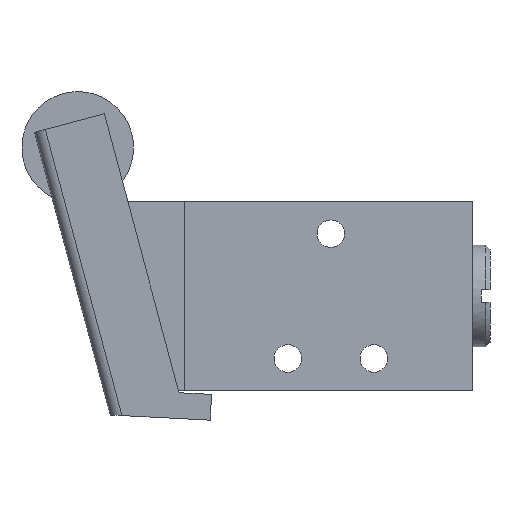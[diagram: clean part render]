
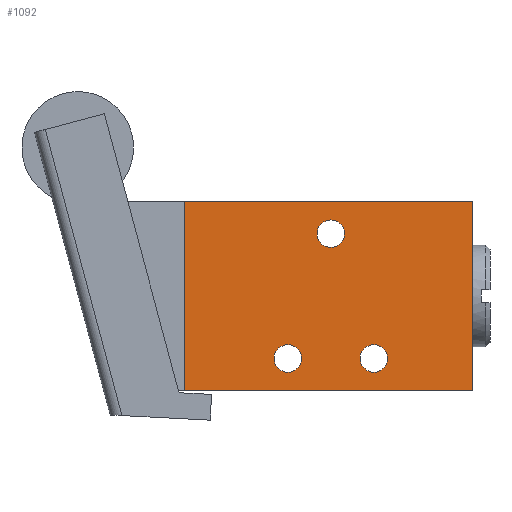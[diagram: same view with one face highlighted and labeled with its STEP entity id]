
A CAD part, left-side view. The second image highlights one B-rep face of the part: STEP entity #1092.
In plain terms, the highlighted planar face has unit normal (-1, 0, 0).
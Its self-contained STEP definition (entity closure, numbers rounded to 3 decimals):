
#58=FACE_BOUND('',#430,.T.);
#59=FACE_BOUND('',#431,.T.);
#60=FACE_BOUND('',#432,.T.);
#61=FACE_BOUND('',#433,.T.);
#108=LINE('',#1667,#200);
#117=LINE('',#1684,#209);
#129=LINE('',#1708,#221);
#130=LINE('',#1710,#222);
#200=VECTOR('',#1355,33.5);
#209=VECTOR('',#1366,22.);
#221=VECTOR('',#1390,22.);
#222=VECTOR('',#1393,33.5);
#300=PLANE('',#1190);
#430=EDGE_LOOP('',(#878));
#431=EDGE_LOOP('',(#879));
#432=EDGE_LOOP('',(#880));
#433=EDGE_LOOP('',(#881,#882,#883,#884));
#489=CIRCLE('',#1149,1.6);
#493=CIRCLE('',#1155,1.6);
#495=CIRCLE('',#1158,1.6);
#541=VERTEX_POINT('',#1610);
#545=VERTEX_POINT('',#1620);
#547=VERTEX_POINT('',#1625);
#560=VERTEX_POINT('',#1663);
#562=VERTEX_POINT('',#1666);
#568=VERTEX_POINT('',#1680);
#575=VERTEX_POINT('',#1706);
#649=EDGE_CURVE('',#541,#541,#489,.T.);
#653=EDGE_CURVE('',#545,#545,#493,.T.);
#655=EDGE_CURVE('',#547,#547,#495,.T.);
#669=EDGE_CURVE('',#562,#560,#108,.T.);
#678=EDGE_CURVE('',#568,#562,#117,.T.);
#690=EDGE_CURVE('',#560,#575,#129,.T.);
#691=EDGE_CURVE('',#575,#568,#130,.T.);
#878=ORIENTED_EDGE('',*,*,#649,.T.);
#879=ORIENTED_EDGE('',*,*,#653,.T.);
#880=ORIENTED_EDGE('',*,*,#655,.T.);
#881=ORIENTED_EDGE('',*,*,#691,.T.);
#882=ORIENTED_EDGE('',*,*,#678,.T.);
#883=ORIENTED_EDGE('',*,*,#669,.T.);
#884=ORIENTED_EDGE('',*,*,#690,.T.);
#1092=ADVANCED_FACE('',(#58,#59,#60,#61),#300,.T.);
#1149=AXIS2_PLACEMENT_3D('',#1611,#1286,#1287);
#1155=AXIS2_PLACEMENT_3D('',#1621,#1298,#1299);
#1158=AXIS2_PLACEMENT_3D('',#1626,#1304,#1305);
#1190=AXIS2_PLACEMENT_3D('',#1709,#1391,#1392);
#1286=DIRECTION('center_axis',(1.,0.,0.));
#1287=DIRECTION('ref_axis',(0.,0.,1.));
#1298=DIRECTION('center_axis',(1.,0.,0.));
#1299=DIRECTION('ref_axis',(0.,0.,1.));
#1304=DIRECTION('center_axis',(1.,0.,0.));
#1305=DIRECTION('ref_axis',(0.,0.,1.));
#1355=DIRECTION('',(0.,-1.,0.));
#1366=DIRECTION('',(0.,0.,-1.));
#1390=DIRECTION('',(0.,0.,1.));
#1391=DIRECTION('center_axis',(-1.,0.,0.));
#1392=DIRECTION('ref_axis',(0.,0.,1.));
#1393=DIRECTION('',(0.,1.,0.));
#1610=CARTESIAN_POINT('',(-6.,21.5,-8.85));
#1611=CARTESIAN_POINT('Origin',(-6.,21.5,-7.25));
#1620=CARTESIAN_POINT('',(-6.,16.5,5.65));
#1621=CARTESIAN_POINT('Origin',(-6.,16.5,7.25));
#1625=CARTESIAN_POINT('',(-6.,11.5,-8.85));
#1626=CARTESIAN_POINT('Origin',(-6.,11.5,-7.25));
#1663=CARTESIAN_POINT('',(-6.,0.,-11.));
#1666=CARTESIAN_POINT('',(-6.,33.5,-11.));
#1667=CARTESIAN_POINT('',(-6.,0.,-11.));
#1680=CARTESIAN_POINT('',(-6.,33.5,11.));
#1684=CARTESIAN_POINT('',(-6.,33.5,0.));
#1706=CARTESIAN_POINT('',(-6.,0.,11.));
#1708=CARTESIAN_POINT('',(-6.,0.,0.));
#1709=CARTESIAN_POINT('Origin',(-6.,0.,0.));
#1710=CARTESIAN_POINT('',(-6.,0.,11.));
